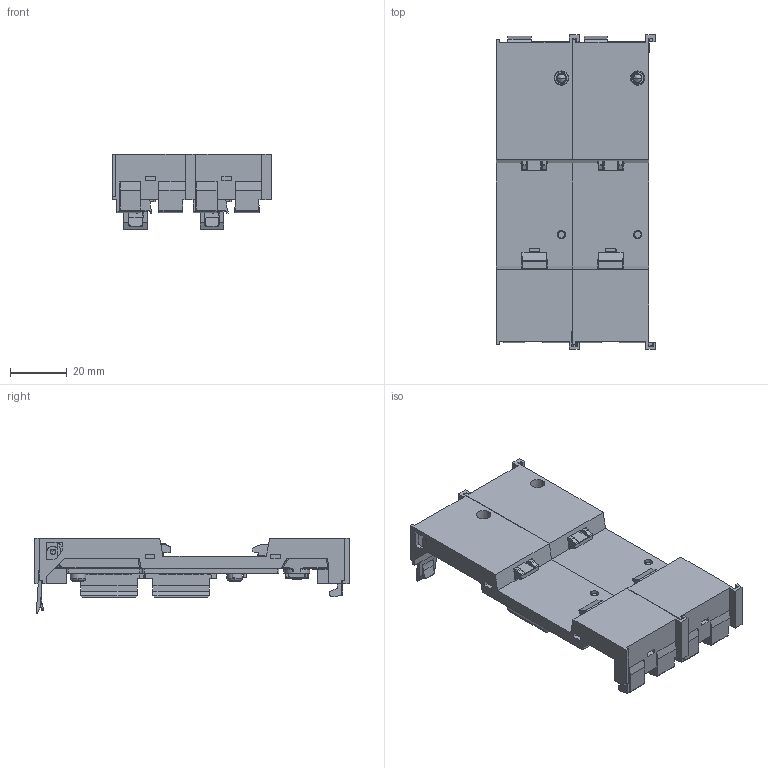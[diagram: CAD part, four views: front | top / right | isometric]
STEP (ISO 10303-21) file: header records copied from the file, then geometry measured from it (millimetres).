
FILE_DESCRIPTION((''),'2;1');
FILE_NAME('2BASE_ASM','2025-01-03T17:00:38',('tijin.thomas'),(''),'CREO PARAMETRIC BY PTC INC, 2023352','CREO PARAMETRIC BY PTC INC, 2023352','');
FILE_SCHEMA(('CONFIG_CONTROL_DESIGN'));
Products named in the file (1): 2BASE_ASM
Bounding box: 56.05 x 110.5 x 26.48 mm (x, y, z)
Surface area: 38934.2 mm2 (no closed solid volume)
Topology: 0 solids, 132 shells, 1242 faces, 6401 edges, 5123 vertices
Faces by surface type: plane 845, cylinder 210, bspline 65, torus 57, cone 54, extrusion 8, sphere 3
Entity records: 70009 total; most frequent: CARTESIAN_POINT 23352, ORIENTED_EDGE 8810, DIRECTION 8141, EDGE_CURVE 6390, VERTEX_POINT 5123, VECTOR 4731, LINE 4723, AXIS2_PLACEMENT_3D 1705
